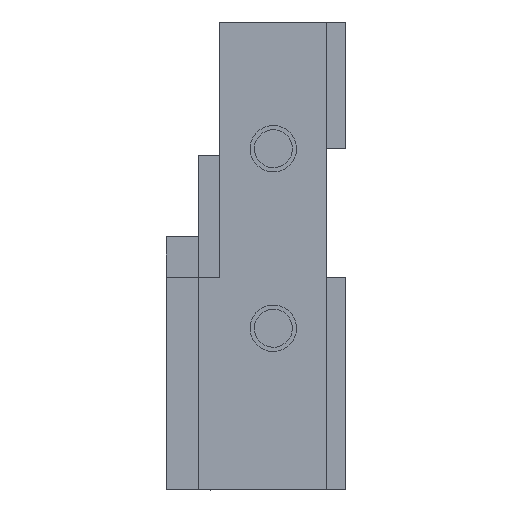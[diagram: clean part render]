
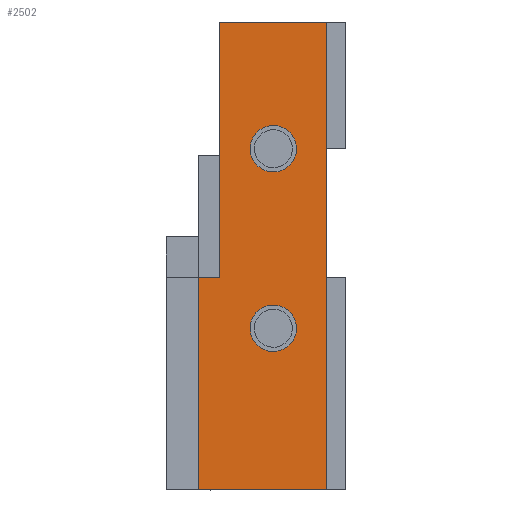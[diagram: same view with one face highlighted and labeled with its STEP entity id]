
A CAD part, front view. The second image highlights one B-rep face of the part: STEP entity #2502.
In plain terms, the highlighted planar face has unit normal (0, -1, 0).
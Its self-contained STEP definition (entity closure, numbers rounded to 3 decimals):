
#2354=AXIS2_PLACEMENT_3D('Circle Axis2P3D',#2352,#2353,$) ;
#2371=AXIS2_PLACEMENT_3D('Circle Axis2P3D',#2369,#2370,$) ;
#2465=AXIS2_PLACEMENT_3D('Plane Axis2P3D',#2462,#2463,#2464) ;
#2482=AXIS2_PLACEMENT_3D('Circle Axis2P3D',#2480,#2481,$) ;
#2491=AXIS2_PLACEMENT_3D('Circle Axis2P3D',#2489,#2490,$) ;
#851=CARTESIAN_POINT('Vertex',(1.54,0.,0.)) ;
#854=CARTESIAN_POINT('Line Origine',(1.54,0.,5.03)) ;
#858=CARTESIAN_POINT('Vertex',(1.54,0.,10.06)) ;
#908=CARTESIAN_POINT('Line Origine',(5.08,0.,22.16)) ;
#912=CARTESIAN_POINT('Vertex',(7.62,0.,22.16)) ;
#914=CARTESIAN_POINT('Vertex',(2.54,0.,22.16)) ;
#958=CARTESIAN_POINT('Vertex',(2.54,0.,10.06)) ;
#961=CARTESIAN_POINT('Line Origine',(2.54,0.,16.11)) ;
#984=CARTESIAN_POINT('Line Origine',(2.04,0.,10.06)) ;
#1079=CARTESIAN_POINT('Line Origine',(7.62,0.,11.08)) ;
#1083=CARTESIAN_POINT('Vertex',(7.62,0.,0.)) ;
#2333=CARTESIAN_POINT('Vertex',(5.607,0.,6.695)) ;
#2349=CARTESIAN_POINT('Vertex',(4.553,0.,8.625)) ;
#2352=CARTESIAN_POINT('Axis2P3D Location',(5.08,0.,7.66)) ;
#2369=CARTESIAN_POINT('Axis2P3D Location',(5.08,0.,7.66)) ;
#2462=CARTESIAN_POINT('Axis2P3D Location',(0.,0.,0.)) ;
#2467=CARTESIAN_POINT('Line Origine',(4.58,0.,0.)) ;
#2480=CARTESIAN_POINT('Axis2P3D Location',(5.08,0.,16.16)) ;
#2484=CARTESIAN_POINT('Vertex',(4.553,0.,17.125)) ;
#2486=CARTESIAN_POINT('Vertex',(5.607,0.,15.195)) ;
#2489=CARTESIAN_POINT('Axis2P3D Location',(5.08,0.,16.16)) ;
#855=DIRECTION('Vector Direction',(0.,0.,1.)) ;
#909=DIRECTION('Vector Direction',(-1.,0.,0.)) ;
#962=DIRECTION('Vector Direction',(0.,0.,1.)) ;
#985=DIRECTION('Vector Direction',(-1.,0.,0.)) ;
#1080=DIRECTION('Vector Direction',(0.,0.,1.)) ;
#2353=DIRECTION('Axis2P3D Direction',(0.,-1.,0.)) ;
#2370=DIRECTION('Axis2P3D Direction',(0.,-1.,0.)) ;
#2463=DIRECTION('Axis2P3D Direction',(0.,-1.,0.)) ;
#2464=DIRECTION('Axis2P3D XDirection',(0.,0.,1.)) ;
#2468=DIRECTION('Vector Direction',(-1.,0.,0.)) ;
#2481=DIRECTION('Axis2P3D Direction',(0.,-1.,0.)) ;
#2490=DIRECTION('Axis2P3D Direction',(0.,-1.,0.)) ;
#856=VECTOR('Line Direction',#855,1.) ;
#910=VECTOR('Line Direction',#909,1.) ;
#963=VECTOR('Line Direction',#962,1.) ;
#986=VECTOR('Line Direction',#985,1.) ;
#1081=VECTOR('Line Direction',#1080,1.) ;
#2469=VECTOR('Line Direction',#2468,1.) ;
#2473=ORIENTED_EDGE('',*,*,#860,.F.) ;
#2474=ORIENTED_EDGE('',*,*,#2471,.F.) ;
#2475=ORIENTED_EDGE('',*,*,#1085,.T.) ;
#2476=ORIENTED_EDGE('',*,*,#916,.T.) ;
#2477=ORIENTED_EDGE('',*,*,#965,.F.) ;
#2478=ORIENTED_EDGE('',*,*,#988,.F.) ;
#2495=ORIENTED_EDGE('',*,*,#2488,.F.) ;
#2496=ORIENTED_EDGE('',*,*,#2493,.F.) ;
#2499=ORIENTED_EDGE('',*,*,#2356,.F.) ;
#2500=ORIENTED_EDGE('',*,*,#2373,.F.) ;
#2497=FACE_BOUND('',#2494,.T.) ;
#2501=FACE_BOUND('',#2498,.T.) ;
#2502=ADVANCED_FACE('PartBody',(#2479,#2497,#2501),#2466,.T.) ;
#2355=CIRCLE('generated circle',#2354,1.1) ;
#2372=CIRCLE('generated circle',#2371,1.1) ;
#2483=CIRCLE('generated circle',#2482,1.1) ;
#2492=CIRCLE('generated circle',#2491,1.1) ;
#860=EDGE_CURVE('',#852,#859,#857,.T.) ;
#916=EDGE_CURVE('',#913,#915,#911,.T.) ;
#965=EDGE_CURVE('',#959,#915,#964,.T.) ;
#988=EDGE_CURVE('',#859,#959,#987,.F.) ;
#1085=EDGE_CURVE('',#1084,#913,#1082,.T.) ;
#2356=EDGE_CURVE('',#2350,#2334,#2355,.T.) ;
#2373=EDGE_CURVE('',#2334,#2350,#2372,.T.) ;
#2471=EDGE_CURVE('',#1084,#852,#2470,.T.) ;
#2488=EDGE_CURVE('',#2485,#2487,#2483,.T.) ;
#2493=EDGE_CURVE('',#2487,#2485,#2492,.T.) ;
#2472=EDGE_LOOP('',(#2473,#2474,#2475,#2476,#2477,#2478)) ;
#2494=EDGE_LOOP('',(#2495,#2496)) ;
#2498=EDGE_LOOP('',(#2499,#2500)) ;
#2479=FACE_OUTER_BOUND('',#2472,.T.) ;
#857=LINE('Line',#854,#856) ;
#911=LINE('Line',#908,#910) ;
#964=LINE('Line',#961,#963) ;
#987=LINE('Line',#984,#986) ;
#1082=LINE('Line',#1079,#1081) ;
#2470=LINE('Line',#2467,#2469) ;
#2466=PLANE('',#2465) ;
#852=VERTEX_POINT('',#851) ;
#859=VERTEX_POINT('',#858) ;
#913=VERTEX_POINT('',#912) ;
#915=VERTEX_POINT('',#914) ;
#959=VERTEX_POINT('',#958) ;
#1084=VERTEX_POINT('',#1083) ;
#2334=VERTEX_POINT('',#2333) ;
#2350=VERTEX_POINT('',#2349) ;
#2485=VERTEX_POINT('',#2484) ;
#2487=VERTEX_POINT('',#2486) ;
